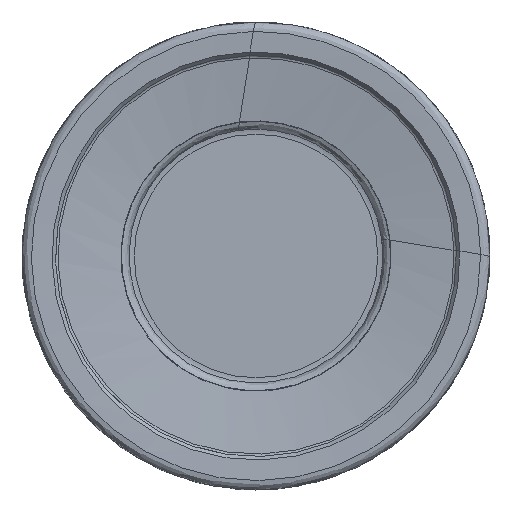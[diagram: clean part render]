
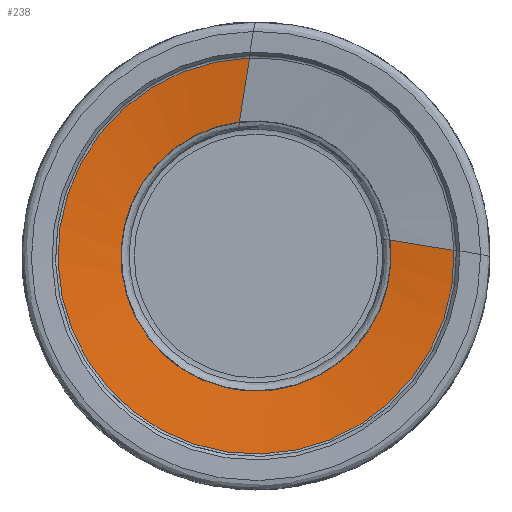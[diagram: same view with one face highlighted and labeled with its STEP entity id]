
A CAD part, left-side view. The second image highlights one B-rep face of the part: STEP entity #238.
In plain terms, the highlighted free-form (B-spline) face has degree [1, 3] with [2, 7] control points.
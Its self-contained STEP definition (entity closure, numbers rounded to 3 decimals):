
#42=LINE('',#1523,#62);
#43=LINE('',#1524,#63);
#62=VECTOR('',#1072,1.);
#63=VECTOR('',#1073,1.);
#84=(
BOUNDED_SURFACE()
B_SPLINE_SURFACE(1,3,((#1525,#1526,#1527,#1528,#1529,#1530,#1531),(#1532,
#1533,#1534,#1535,#1536,#1537,#1538)),.UNSPECIFIED.,.F.,.F.,.F.)
B_SPLINE_SURFACE_WITH_KNOTS((2,2),(4,3,4),(0.,1.),(0.,0.5,1.),
 .UNSPECIFIED.)
GEOMETRIC_REPRESENTATION_ITEM()
RATIONAL_B_SPLINE_SURFACE(((1.,0.589,0.589,1.,0.589,
0.589,1.),(1.,0.589,0.589,1.,0.589,
0.589,1.)))
REPRESENTATION_ITEM('')
SURFACE()
);
#158=FACE_OUTER_BOUND('',#374,.T.);
#238=ADVANCED_FACE('',(#158),#84,.F.);
#374=EDGE_LOOP('',(#494,#495,#496,#497));
#494=ORIENTED_EDGE('',*,*,#710,.F.);
#495=ORIENTED_EDGE('',*,*,#711,.T.);
#496=ORIENTED_EDGE('',*,*,#707,.T.);
#497=ORIENTED_EDGE('',*,*,#712,.T.);
#636=VERTEX_POINT('',#1488);
#637=VERTEX_POINT('',#1489);
#638=VERTEX_POINT('',#1521);
#639=VERTEX_POINT('',#1522);
#707=EDGE_CURVE('',#636,#637,#783,.T.);
#710=EDGE_CURVE('',#638,#639,#784,.T.);
#711=EDGE_CURVE('',#638,#636,#42,.T.);
#712=EDGE_CURVE('',#637,#639,#43,.T.);
#783=CIRCLE('',#879,11.546);
#784=CIRCLE('',#882,16.932);
#879=AXIS2_PLACEMENT_3D('',#1487,#1064,#1065);
#882=AXIS2_PLACEMENT_3D('',#1520,#1070,#1071);
#1064=DIRECTION('',(1.,0.,0.));
#1065=DIRECTION('',(0.,-0.993,0.117));
#1070=DIRECTION('',(1.,0.,0.));
#1071=DIRECTION('',(0.,-1.,0.028));
#1072=DIRECTION('',(0.137,0.978,0.158));
#1073=DIRECTION('',(-0.137,-0.153,0.979));
#1487=CARTESIAN_POINT('',(1.385,0.,0.));
#1488=CARTESIAN_POINT('',(1.385,-11.466,1.356));
#1489=CARTESIAN_POINT('',(1.385,1.415,11.459));
#1520=CARTESIAN_POINT('',(0.619,0.,0.));
#1521=CARTESIAN_POINT('',(0.619,-16.925,0.475));
#1522=CARTESIAN_POINT('',(0.619,0.562,16.922));
#1523=CARTESIAN_POINT('',(1.385,-11.466,1.356));
#1524=CARTESIAN_POINT('',(1.385,1.415,11.459));
#1525=CARTESIAN_POINT('',(1.385,-11.466,1.356));
#1526=CARTESIAN_POINT('',(1.385,-12.883,-10.623));
#1527=CARTESIAN_POINT('',(1.385,-2.366,-16.53));
#1528=CARTESIAN_POINT('',(1.385,7.126,-9.085));
#1529=CARTESIAN_POINT('',(1.385,16.617,-1.641));
#1530=CARTESIAN_POINT('',(1.385,13.386,9.981));
#1531=CARTESIAN_POINT('',(1.385,1.415,11.459));
#1532=CARTESIAN_POINT('',(0.619,-16.925,0.475));
#1533=CARTESIAN_POINT('',(0.619,-17.421,-17.206));
#1534=CARTESIAN_POINT('',(0.619,-1.285,-24.452));
#1535=CARTESIAN_POINT('',(0.619,11.6,-12.333));
#1536=CARTESIAN_POINT('',(0.619,24.485,-0.215));
#1537=CARTESIAN_POINT('',(0.619,18.241,16.335));
#1538=CARTESIAN_POINT('',(0.619,0.562,16.922));
